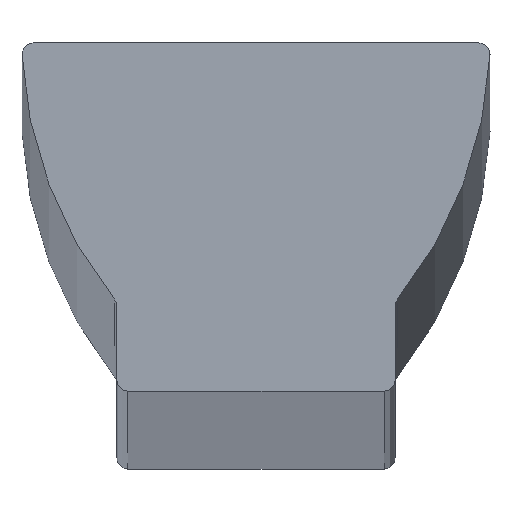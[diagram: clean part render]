
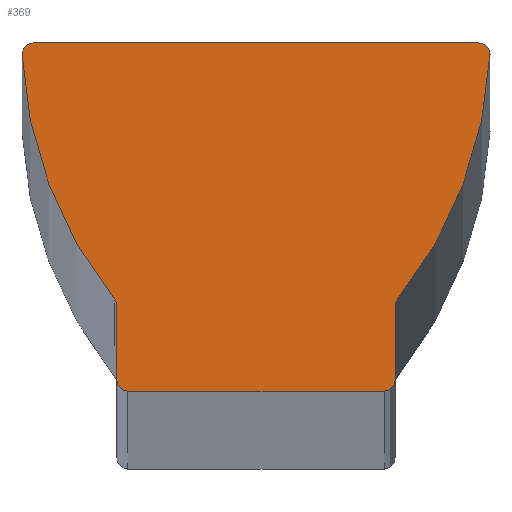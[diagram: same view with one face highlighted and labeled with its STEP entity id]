
A CAD part, top view. The second image highlights one B-rep face of the part: STEP entity #369.
In plain terms, the highlighted planar face has unit normal (0, 0, 1).
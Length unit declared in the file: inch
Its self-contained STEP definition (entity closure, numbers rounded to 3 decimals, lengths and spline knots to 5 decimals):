
#1 = VERTEX_POINT ( 'NONE', #237 ) ;
#3 = FACE_OUTER_BOUND ( 'NONE', #129, .T. ) ;
#6 = VERTEX_POINT ( 'NONE', #335 ) ;
#13 = EDGE_CURVE ( 'NONE', #331, #377, #449, .T. ) ;
#17 = DIRECTION ( 'NONE',  ( 1., 0., 0. ) ) ;
#21 = CIRCLE ( 'NONE', #325, 0.005 ) ;
#25 = DIRECTION ( 'NONE',  ( 0., 0., 1. ) ) ;
#35 = CARTESIAN_POINT ( 'NONE',  ( 0.0675, 0.0383, 0. ) ) ;
#39 = ORIENTED_EDGE ( 'NONE', *, *, #13, .T. ) ;
#40 = ORIENTED_EDGE ( 'NONE', *, *, #67, .T. ) ;
#42 = DIRECTION ( 'NONE',  ( -1., 0., 0. ) ) ;
#43 = VECTOR ( 'NONE', #255, 39.37008 ) ;
#44 = EDGE_CURVE ( 'NONE', #484, #414, #243, .T. ) ;
#49 = VERTEX_POINT ( 'NONE', #125 ) ;
#56 = DIRECTION ( 'NONE',  ( 0., 0., 1. ) ) ;
#58 = AXIS2_PLACEMENT_3D ( 'NONE', #431, #183, #469 ) ;
#59 = LINE ( 'NONE', #112, #71 ) ;
#61 = CARTESIAN_POINT ( 'NONE',  ( 0.0625, 0.005, 0. ) ) ;
#62 = CARTESIAN_POINT ( 'NONE',  ( 0.0625, 0.0383, 0. ) ) ;
#67 = EDGE_CURVE ( 'NONE', #454, #310, #296, .T. ) ;
#71 = VECTOR ( 'NONE', #74, 39.37008 ) ;
#74 = DIRECTION ( 'NONE',  ( 0., -1., 0. ) ) ;
#76 = CARTESIAN_POINT ( 'NONE',  ( -0.06359, 0.04142, 0. ) ) ;
#77 = DIRECTION ( 'NONE',  ( 0., 0., 1. ) ) ;
#81 = AXIS2_PLACEMENT_3D ( 'NONE', #239, #475, #187 ) ;
#100 = DIRECTION ( 'NONE',  ( 1., 0., 0. ) ) ;
#101 = VERTEX_POINT ( 'NONE', #169 ) ;
#102 = CIRCLE ( 'NONE', #134, 0.005 ) ;
#111 = CARTESIAN_POINT ( 'NONE',  ( 0.1, 0.1563, 0. ) ) ;
#112 = CARTESIAN_POINT ( 'NONE',  ( -0.0625, 0.0383, 0. ) ) ;
#125 = CARTESIAN_POINT ( 'NONE',  ( -0.0625, 0.005, 0. ) ) ;
#126 = CARTESIAN_POINT ( 'NONE',  ( 0.0575, 0.005, 0. ) ) ;
#129 = EDGE_LOOP ( 'NONE', ( #40, #287, #39, #456, #314, #404, #337, #378, #175, #463, #212, #156, #172 ) ) ;
#134 = AXIS2_PLACEMENT_3D ( 'NONE', #306, #56, #17 ) ;
#156 = ORIENTED_EDGE ( 'NONE', *, *, #278, .T. ) ;
#157 = LINE ( 'NONE', #61, #259 ) ;
#168 = DIRECTION ( 'NONE',  ( 1., 0., 0. ) ) ;
#169 = CARTESIAN_POINT ( 'NONE',  ( -0.10499, 0.15106, 0. ) ) ;
#170 = EDGE_CURVE ( 'NONE', #435, #6, #102, .T. ) ;
#172 = ORIENTED_EDGE ( 'NONE', *, *, #302, .T. ) ;
#175 = ORIENTED_EDGE ( 'NONE', *, *, #321, .T. ) ;
#177 = DIRECTION ( 'NONE',  ( 0., 1., 0. ) ) ;
#183 = DIRECTION ( 'NONE',  ( 0., 0., 1. ) ) ;
#184 = DIRECTION ( 'NONE',  ( 1., 0., 0. ) ) ;
#187 = DIRECTION ( 'NONE',  ( -1., 0., 0. ) ) ;
#189 = CIRCLE ( 'NONE', #81, 0.1907 ) ;
#198 = VERTEX_POINT ( 'NONE', #219 ) ;
#210 = CARTESIAN_POINT ( 'NONE',  ( -0.0675, 0.0383, 0. ) ) ;
#212 = ORIENTED_EDGE ( 'NONE', *, *, #503, .T. ) ;
#213 = AXIS2_PLACEMENT_3D ( 'NONE', #313, #352, #394 ) ;
#217 = DIRECTION ( 'NONE',  ( 0., 0., 1. ) ) ;
#219 = CARTESIAN_POINT ( 'NONE',  ( -0.1, 0.1563, 0. ) ) ;
#227 = CARTESIAN_POINT ( 'NONE',  ( -0.0575, 0., 0. ) ) ;
#228 = AXIS2_PLACEMENT_3D ( 'NONE', #420, #217, #168 ) ;
#234 = CIRCLE ( 'NONE', #213, 0.005 ) ;
#237 = CARTESIAN_POINT ( 'NONE',  ( 0.10499, 0.15106, 0. ) ) ;
#239 = CARTESIAN_POINT ( 'NONE',  ( -0.08548, 0.16035, 0. ) ) ;
#243 = CIRCLE ( 'NONE', #506, 0.005 ) ;
#246 = CARTESIAN_POINT ( 'NONE',  ( 0.105, 0.1513, 0. ) ) ;
#255 = DIRECTION ( 'NONE',  ( -1., 0., 0. ) ) ;
#257 = AXIS2_PLACEMENT_3D ( 'NONE', #281, #25, #318 ) ;
#259 = VECTOR ( 'NONE', #177, 39.37008 ) ;
#261 = DIRECTION ( 'NONE',  ( -1., 0., 0. ) ) ;
#273 = VERTEX_POINT ( 'NONE', #274 ) ;
#274 = CARTESIAN_POINT ( 'NONE',  ( -0.0575, 0., 0. ) ) ;
#278 = EDGE_CURVE ( 'NONE', #49, #273, #234, .T. ) ;
#279 = EDGE_CURVE ( 'NONE', #310, #331, #157, .T. ) ;
#281 = CARTESIAN_POINT ( 'NONE',  ( -0.1, 0.1513, 0. ) ) ;
#287 = ORIENTED_EDGE ( 'NONE', *, *, #279, .T. ) ;
#293 = AXIS2_PLACEMENT_3D ( 'NONE', #35, #405, #42 ) ;
#296 = CIRCLE ( 'NONE', #228, 0.005 ) ;
#302 = EDGE_CURVE ( 'NONE', #273, #454, #316, .T. ) ;
#306 = CARTESIAN_POINT ( 'NONE',  ( 0.1, 0.1513, 0. ) ) ;
#310 = VERTEX_POINT ( 'NONE', #507 ) ;
#313 = CARTESIAN_POINT ( 'NONE',  ( -0.0575, 0.005, 0. ) ) ;
#314 = ORIENTED_EDGE ( 'NONE', *, *, #455, .T. ) ;
#316 = LINE ( 'NONE', #227, #350 ) ;
#318 = DIRECTION ( 'NONE',  ( -1., 0., 0. ) ) ;
#321 = EDGE_CURVE ( 'NONE', #101, #484, #371, .T. ) ;
#324 = CARTESIAN_POINT ( 'NONE',  ( 0.0575, 0., 0. ) ) ;
#325 = AXIS2_PLACEMENT_3D ( 'NONE', #368, #77, #330 ) ;
#327 = EDGE_CURVE ( 'NONE', #198, #101, #482, .T. ) ;
#330 = DIRECTION ( 'NONE',  ( 1., 0., 0. ) ) ;
#331 = VERTEX_POINT ( 'NONE', #62 ) ;
#335 = CARTESIAN_POINT ( 'NONE',  ( 0.1, 0.1563, 0. ) ) ;
#337 = ORIENTED_EDGE ( 'NONE', *, *, #432, .T. ) ;
#350 = VECTOR ( 'NONE', #100, 39.37008 ) ;
#352 = DIRECTION ( 'NONE',  ( 0., 0., 1. ) ) ;
#354 = PLANE ( 'NONE',  #360 ) ;
#359 = CARTESIAN_POINT ( 'NONE',  ( 0.06359, 0.04142, 0. ) ) ;
#360 = AXIS2_PLACEMENT_3D ( 'NONE', #126, #433, #184 ) ;
#361 = CARTESIAN_POINT ( 'NONE',  ( -0.0625, 0.0383, 0. ) ) ;
#368 = CARTESIAN_POINT ( 'NONE',  ( 0.1, 0.1513, 0. ) ) ;
#369 = ADVANCED_FACE ( 'NONE', ( #3 ), #354, .T. ) ;
#371 = CIRCLE ( 'NONE', #58, 0.1907 ) ;
#377 = VERTEX_POINT ( 'NONE', #359 ) ;
#378 = ORIENTED_EDGE ( 'NONE', *, *, #327, .T. ) ;
#394 = DIRECTION ( 'NONE',  ( -1., 0., 0. ) ) ;
#404 = ORIENTED_EDGE ( 'NONE', *, *, #170, .T. ) ;
#405 = DIRECTION ( 'NONE',  ( 0., 0., -1. ) ) ;
#414 = VERTEX_POINT ( 'NONE', #361 ) ;
#420 = CARTESIAN_POINT ( 'NONE',  ( 0.0575, 0.005, 0. ) ) ;
#431 = CARTESIAN_POINT ( 'NONE',  ( 0.08548, 0.16035, 0. ) ) ;
#432 = EDGE_CURVE ( 'NONE', #6, #198, #471, .T. ) ;
#433 = DIRECTION ( 'NONE',  ( 0., 0., 1. ) ) ;
#435 = VERTEX_POINT ( 'NONE', #246 ) ;
#449 = CIRCLE ( 'NONE', #293, 0.005 ) ;
#454 = VERTEX_POINT ( 'NONE', #324 ) ;
#455 = EDGE_CURVE ( 'NONE', #1, #435, #21, .T. ) ;
#456 = ORIENTED_EDGE ( 'NONE', *, *, #510, .T. ) ;
#457 = DIRECTION ( 'NONE',  ( 0., 0., -1. ) ) ;
#463 = ORIENTED_EDGE ( 'NONE', *, *, #44, .T. ) ;
#469 = DIRECTION ( 'NONE',  ( -1., 0., 0. ) ) ;
#471 = LINE ( 'NONE', #111, #43 ) ;
#475 = DIRECTION ( 'NONE',  ( 0., 0., 1. ) ) ;
#482 = CIRCLE ( 'NONE', #257, 0.005 ) ;
#484 = VERTEX_POINT ( 'NONE', #76 ) ;
#503 = EDGE_CURVE ( 'NONE', #414, #49, #59, .T. ) ;
#506 = AXIS2_PLACEMENT_3D ( 'NONE', #210, #457, #261 ) ;
#507 = CARTESIAN_POINT ( 'NONE',  ( 0.0625, 0.005, 0. ) ) ;
#510 = EDGE_CURVE ( 'NONE', #377, #1, #189, .T. ) ;
